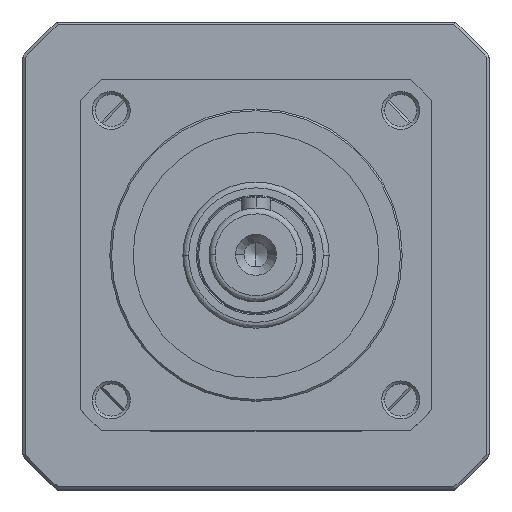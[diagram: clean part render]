
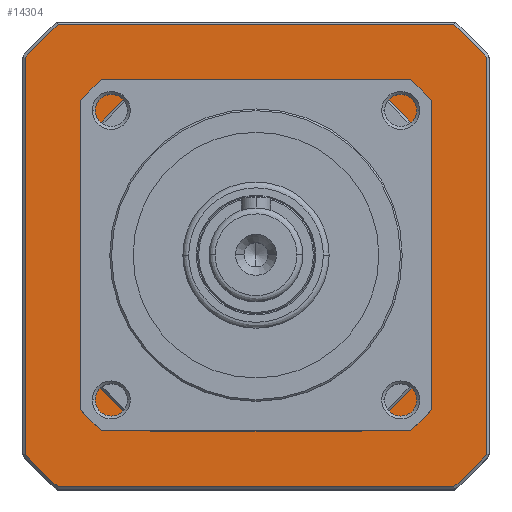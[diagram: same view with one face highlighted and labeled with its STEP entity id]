
A CAD part, top view. The second image highlights one B-rep face of the part: STEP entity #14304.
In plain terms, the highlighted face is planar.
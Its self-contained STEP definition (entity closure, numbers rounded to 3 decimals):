
#257 = VECTOR ( 'NONE', #18779, 1000. ) ;
#333 = DIRECTION ( 'NONE',  ( -1., 0., 0. ) ) ;
#394 = CARTESIAN_POINT ( 'NONE',  ( -30., 18.028, 16.5 ) ) ;
#407 = CARTESIAN_POINT ( 'NONE',  ( 0., 39.5, 16.5 ) ) ;
#644 = DIRECTION ( 'NONE',  ( 1., 0., 0. ) ) ;
#705 = DIRECTION ( 'NONE',  ( 0., 0., 1. ) ) ;
#713 = ORIENTED_EDGE ( 'NONE', *, *, #1299, .F. ) ;
#719 = CARTESIAN_POINT ( 'NONE',  ( 0., 0., 16.5 ) ) ;
#723 = CARTESIAN_POINT ( 'NONE',  ( -33.819, 39.5, 16.5 ) ) ;
#739 = ORIENTED_EDGE ( 'NONE', *, *, #14592, .F. ) ;
#1072 = DIRECTION ( 'NONE',  ( 0., 1., 0. ) ) ;
#1214 = AXIS2_PLACEMENT_3D ( 'NONE', #719, #705, #644 ) ;
#1299 = EDGE_CURVE ( 'NONE', #13885, #6339, #13699, .T. ) ;
#1580 = VERTEX_POINT ( 'NONE', #12947 ) ;
#1619 = AXIS2_PLACEMENT_3D ( 'NONE', #7101, #19229, #8856 ) ;
#1674 = EDGE_CURVE ( 'NONE', #9521, #9879, #20145, .T. ) ;
#1690 = VERTEX_POINT ( 'NONE', #11176 ) ;
#1771 = ORIENTED_EDGE ( 'NONE', *, *, #2234, .F. ) ;
#2030 = VECTOR ( 'NONE', #21164, 1000. ) ;
#2033 = CARTESIAN_POINT ( 'NONE',  ( 0., 0., 16.5 ) ) ;
#2234 = EDGE_CURVE ( 'NONE', #6339, #2686, #22221, .T. ) ;
#2331 = AXIS2_PLACEMENT_3D ( 'NONE', #19374, #8998, #21084 ) ;
#2686 = VERTEX_POINT ( 'NONE', #723 ) ;
#2850 = EDGE_CURVE ( 'NONE', #1580, #9224, #15471, .T. ) ;
#3051 = ORIENTED_EDGE ( 'NONE', *, *, #20699, .F. ) ;
#3061 = EDGE_CURVE ( 'NONE', #4707, #22545, #21658, .T. ) ;
#3126 = CARTESIAN_POINT ( 'NONE',  ( -39.5, 33.819, 16.5 ) ) ;
#3150 = VECTOR ( 'NONE', #13720, 1000. ) ;
#3215 = CIRCLE ( 'NONE', #2331, 35. ) ;
#3286 = FACE_BOUND ( 'NONE', #8797, .T. ) ;
#3482 = EDGE_CURVE ( 'NONE', #2686, #18429, #7544, .T. ) ;
#3575 = CARTESIAN_POINT ( 'NONE',  ( -18.028, -30., 16.5 ) ) ;
#3866 = DIRECTION ( 'NONE',  ( 1., 0., 0. ) ) ;
#4707 = VERTEX_POINT ( 'NONE', #13536 ) ;
#5116 = CARTESIAN_POINT ( 'NONE',  ( 30., 0., 16.5 ) ) ;
#5356 = ORIENTED_EDGE ( 'NONE', *, *, #8696, .F. ) ;
#5578 = CARTESIAN_POINT ( 'NONE',  ( 33.819, 39.5, 16.5 ) ) ;
#6250 = CARTESIAN_POINT ( 'NONE',  ( -18.028, 30., 16.5 ) ) ;
#6339 = VERTEX_POINT ( 'NONE', #5578 ) ;
#6569 = DIRECTION ( 'NONE',  ( 0., 0., 1. ) ) ;
#6840 = EDGE_CURVE ( 'NONE', #17215, #1580, #3215, .T. ) ;
#6975 = LINE ( 'NONE', #9508, #11053 ) ;
#7044 = AXIS2_PLACEMENT_3D ( 'NONE', #20444, #20391, #20363 ) ;
#7101 = CARTESIAN_POINT ( 'NONE',  ( 0., 0., 16.5 ) ) ;
#7260 = PLANE ( 'NONE',  #13426 ) ;
#7544 = CIRCLE ( 'NONE', #1214, 52. ) ;
#7736 = AXIS2_PLACEMENT_3D ( 'NONE', #20362, #9996, #22086 ) ;
#7882 = LINE ( 'NONE', #5116, #21135 ) ;
#7886 = CARTESIAN_POINT ( 'NONE',  ( -33.819, -39.5, 16.5 ) ) ;
#8478 = CARTESIAN_POINT ( 'NONE',  ( -39.5, 0., 16.5 ) ) ;
#8539 = EDGE_CURVE ( 'NONE', #9879, #16259, #21435, .T. ) ;
#8696 = EDGE_CURVE ( 'NONE', #22545, #9521, #11690, .T. ) ;
#8797 = EDGE_LOOP ( 'NONE', ( #21392, #17153, #5356, #10090, #739, #13440, #16182, #11556 ) ) ;
#8856 = DIRECTION ( 'NONE',  ( 1., 0., 0. ) ) ;
#8998 = DIRECTION ( 'NONE',  ( 0., 0., -1. ) ) ;
#9224 = VERTEX_POINT ( 'NONE', #3575 ) ;
#9337 = CARTESIAN_POINT ( 'NONE',  ( 0., 0., 16.5 ) ) ;
#9508 = CARTESIAN_POINT ( 'NONE',  ( 39.5, 0., 16.5 ) ) ;
#9521 = VERTEX_POINT ( 'NONE', #6250 ) ;
#9879 = VERTEX_POINT ( 'NONE', #16115 ) ;
#9906 = DIRECTION ( 'NONE',  ( 0., 0., -1. ) ) ;
#9996 = DIRECTION ( 'NONE',  ( 0., 0., -1. ) ) ;
#10090 = ORIENTED_EDGE ( 'NONE', *, *, #3061, .F. ) ;
#10247 = AXIS2_PLACEMENT_3D ( 'NONE', #20289, #9906, #21991 ) ;
#10423 = ORIENTED_EDGE ( 'NONE', *, *, #17956, .F. ) ;
#10942 = VECTOR ( 'NONE', #11616, 1000. ) ;
#11053 = VECTOR ( 'NONE', #1072, 1000. ) ;
#11080 = DIRECTION ( 'NONE',  ( 1., 0., 0. ) ) ;
#11176 = CARTESIAN_POINT ( 'NONE',  ( 33.819, -39.5, 16.5 ) ) ;
#11556 = ORIENTED_EDGE ( 'NONE', *, *, #19832, .F. ) ;
#11616 = DIRECTION ( 'NONE',  ( 1., 0., 0. ) ) ;
#11660 = CIRCLE ( 'NONE', #20058, 52. ) ;
#11690 = CIRCLE ( 'NONE', #7736, 35. ) ;
#11757 = CIRCLE ( 'NONE', #10247, 35. ) ;
#12042 = EDGE_LOOP ( 'NONE', ( #10423, #13345, #13707, #14741, #1771, #713, #3051, #13397 ) ) ;
#12065 = DIRECTION ( 'NONE',  ( 0., -1., 0. ) ) ;
#12491 = VECTOR ( 'NONE', #17328, 1000. ) ;
#12816 = CARTESIAN_POINT ( 'NONE',  ( 0., 30., 16.5 ) ) ;
#12900 = VERTEX_POINT ( 'NONE', #14435 ) ;
#12947 = CARTESIAN_POINT ( 'NONE',  ( 18.028, -30., 16.5 ) ) ;
#13039 = VECTOR ( 'NONE', #333, 1000. ) ;
#13345 = ORIENTED_EDGE ( 'NONE', *, *, #22410, .F. ) ;
#13397 = ORIENTED_EDGE ( 'NONE', *, *, #22254, .F. ) ;
#13426 = AXIS2_PLACEMENT_3D ( 'NONE', #2033, #14296, #3866 ) ;
#13440 = ORIENTED_EDGE ( 'NONE', *, *, #2850, .F. ) ;
#13536 = CARTESIAN_POINT ( 'NONE',  ( -30., -18.028, 16.5 ) ) ;
#13699 = CIRCLE ( 'NONE', #7044, 52. ) ;
#13707 = ORIENTED_EDGE ( 'NONE', *, *, #15766, .F. ) ;
#13720 = DIRECTION ( 'NONE',  ( 0., -1., 0. ) ) ;
#13885 = VERTEX_POINT ( 'NONE', #17632 ) ;
#14296 = DIRECTION ( 'NONE',  ( 0., 0., 1. ) ) ;
#14304 = ADVANCED_FACE ( 'NONE', ( #17230, #3286 ), #7260, .F. ) ;
#14435 = CARTESIAN_POINT ( 'NONE',  ( 39.5, -33.819, 16.5 ) ) ;
#14592 = EDGE_CURVE ( 'NONE', #9224, #4707, #11757, .T. ) ;
#14741 = ORIENTED_EDGE ( 'NONE', *, *, #3482, .F. ) ;
#15471 = LINE ( 'NONE', #21197, #2030 ) ;
#15581 = AXIS2_PLACEMENT_3D ( 'NONE', #9337, #21421, #11080 ) ;
#15656 = CARTESIAN_POINT ( 'NONE',  ( -39.5, -33.819, 16.5 ) ) ;
#15766 = EDGE_CURVE ( 'NONE', #18429, #20859, #17656, .T. ) ;
#16115 = CARTESIAN_POINT ( 'NONE',  ( 18.028, 30., 16.5 ) ) ;
#16182 = ORIENTED_EDGE ( 'NONE', *, *, #6840, .F. ) ;
#16259 = VERTEX_POINT ( 'NONE', #21921 ) ;
#17000 = CARTESIAN_POINT ( 'NONE',  ( 0., 0., 16.5 ) ) ;
#17153 = ORIENTED_EDGE ( 'NONE', *, *, #1674, .F. ) ;
#17215 = VERTEX_POINT ( 'NONE', #19743 ) ;
#17230 = FACE_OUTER_BOUND ( 'NONE', #12042, .T. ) ;
#17328 = DIRECTION ( 'NONE',  ( 0., 1., 0. ) ) ;
#17351 = CIRCLE ( 'NONE', #1619, 52. ) ;
#17632 = CARTESIAN_POINT ( 'NONE',  ( 39.5, 33.819, 16.5 ) ) ;
#17656 = LINE ( 'NONE', #8478, #3150 ) ;
#17956 = EDGE_CURVE ( 'NONE', #19667, #1690, #18891, .T. ) ;
#17995 = CARTESIAN_POINT ( 'NONE',  ( -30., 0., 16.5 ) ) ;
#18429 = VERTEX_POINT ( 'NONE', #3126 ) ;
#18723 = DIRECTION ( 'NONE',  ( 1., 0., 0. ) ) ;
#18779 = DIRECTION ( 'NONE',  ( 1., 0., 0. ) ) ;
#18891 = LINE ( 'NONE', #20951, #257 ) ;
#19229 = DIRECTION ( 'NONE',  ( 0., 0., 1. ) ) ;
#19374 = CARTESIAN_POINT ( 'NONE',  ( 0., 0., 16.5 ) ) ;
#19667 = VERTEX_POINT ( 'NONE', #7886 ) ;
#19743 = CARTESIAN_POINT ( 'NONE',  ( 30., -18.028, 16.5 ) ) ;
#19832 = EDGE_CURVE ( 'NONE', #16259, #17215, #7882, .T. ) ;
#20058 = AXIS2_PLACEMENT_3D ( 'NONE', #17000, #6569, #18723 ) ;
#20145 = LINE ( 'NONE', #12816, #10942 ) ;
#20289 = CARTESIAN_POINT ( 'NONE',  ( 0., 0., 16.5 ) ) ;
#20362 = CARTESIAN_POINT ( 'NONE',  ( 0., 0., 16.5 ) ) ;
#20363 = DIRECTION ( 'NONE',  ( 1., 0., 0. ) ) ;
#20391 = DIRECTION ( 'NONE',  ( 0., 0., 1. ) ) ;
#20444 = CARTESIAN_POINT ( 'NONE',  ( 0., 0., 16.5 ) ) ;
#20699 = EDGE_CURVE ( 'NONE', #12900, #13885, #6975, .T. ) ;
#20859 = VERTEX_POINT ( 'NONE', #15656 ) ;
#20951 = CARTESIAN_POINT ( 'NONE',  ( 0., -39.5, 16.5 ) ) ;
#21084 = DIRECTION ( 'NONE',  ( 1., 0., 0. ) ) ;
#21135 = VECTOR ( 'NONE', #12065, 1000. ) ;
#21164 = DIRECTION ( 'NONE',  ( -1., 0., 0. ) ) ;
#21197 = CARTESIAN_POINT ( 'NONE',  ( 0., -30., 16.5 ) ) ;
#21392 = ORIENTED_EDGE ( 'NONE', *, *, #8539, .F. ) ;
#21421 = DIRECTION ( 'NONE',  ( 0., 0., -1. ) ) ;
#21435 = CIRCLE ( 'NONE', #15581, 35. ) ;
#21658 = LINE ( 'NONE', #17995, #12491 ) ;
#21921 = CARTESIAN_POINT ( 'NONE',  ( 30., 18.028, 16.5 ) ) ;
#21991 = DIRECTION ( 'NONE',  ( 1., 0., 0. ) ) ;
#22086 = DIRECTION ( 'NONE',  ( 1., 0., 0. ) ) ;
#22221 = LINE ( 'NONE', #407, #13039 ) ;
#22254 = EDGE_CURVE ( 'NONE', #1690, #12900, #11660, .T. ) ;
#22410 = EDGE_CURVE ( 'NONE', #20859, #19667, #17351, .T. ) ;
#22545 = VERTEX_POINT ( 'NONE', #394 ) ;
